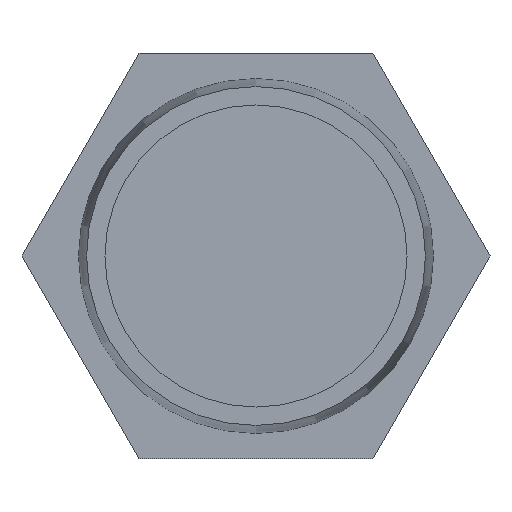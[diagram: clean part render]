
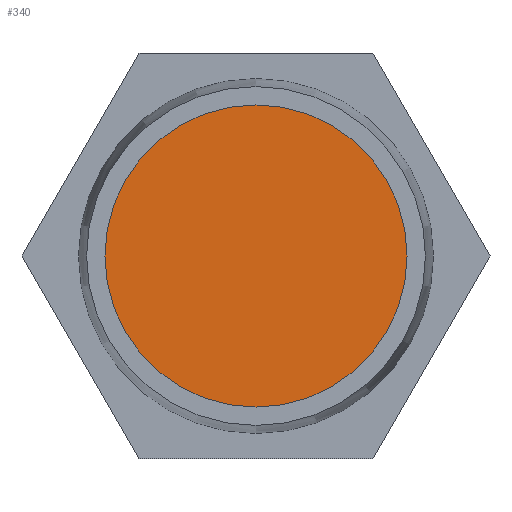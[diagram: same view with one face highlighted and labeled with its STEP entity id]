
A CAD part, front view. The second image highlights one B-rep face of the part: STEP entity #340.
In plain terms, the highlighted planar face has unit normal (0, -1, 0).
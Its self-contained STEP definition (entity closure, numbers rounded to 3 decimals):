
#60=ORIENTED_EDGE('',*,*,#112,.F.);
#112=EDGE_CURVE('',#138,#138,#158,.F.);
#138=VERTEX_POINT('',#456);
#158=CIRCLE('',#362,20.5);
#166=EDGE_LOOP('',(#60));
#190=FACE_BOUND('',#166,.T.);
#214=PLANE('',#361);
#340=ADVANCED_FACE('',(#190),#214,.T.);
#361=AXIS2_PLACEMENT_3D('',#454,#387,#388);
#362=AXIS2_PLACEMENT_3D('',#455,#389,#390);
#387=DIRECTION('',(0.,-1.,0.));
#388=DIRECTION('',(0.,0.,-1.));
#389=DIRECTION('',(0.,-1.,0.));
#390=DIRECTION('',(0.,0.,-1.));
#454=CARTESIAN_POINT('',(0.,0.866,0.));
#455=CARTESIAN_POINT('',(0.,0.866,0.));
#456=CARTESIAN_POINT('',(0.,0.866,-20.5));
